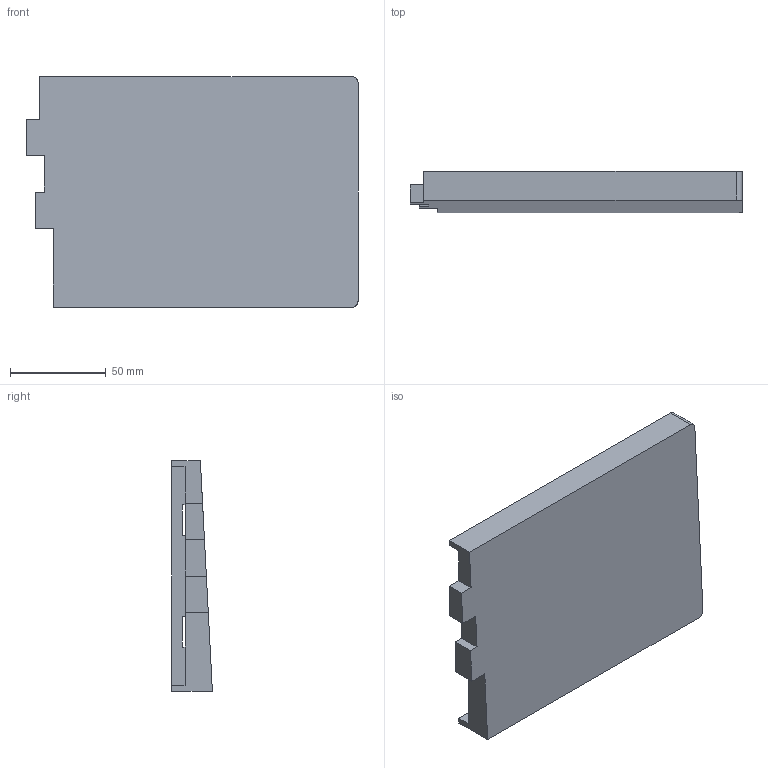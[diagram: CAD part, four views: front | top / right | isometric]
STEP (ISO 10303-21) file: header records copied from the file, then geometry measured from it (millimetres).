
FILE_DESCRIPTION (( 'STEP AP214' ), '1' );
FILE_NAME ('right Case.STEP', '2026-02-01T20:41:32', ( '' ), ( '' ), 'SwSTEP 2.0', 'SolidWorks 2025', '' );
FILE_SCHEMA (( 'AUTOMOTIVE_DESIGN' ));
Length unit declared in the file: millimetre
Products named in the file (1): right Case
Bounding box: 173.4 x 21.3 x 120.28 mm (x, y, z)
Volume: 106761.5 mm3; surface area: 56228.6 mm2
Topology: 1 solids, 1 shells, 42 faces, 126 edges, 84 vertices
Faces by surface type: plane 40, cylinder 2
Entity records: 1423 total; most frequent: CARTESIAN_POINT 259, ORIENTED_EDGE 252, DIRECTION 212, EDGE_CURVE 126, LINE 122, VECTOR 122, VERTEX_POINT 84, AXIS2_PLACEMENT_3D 45
